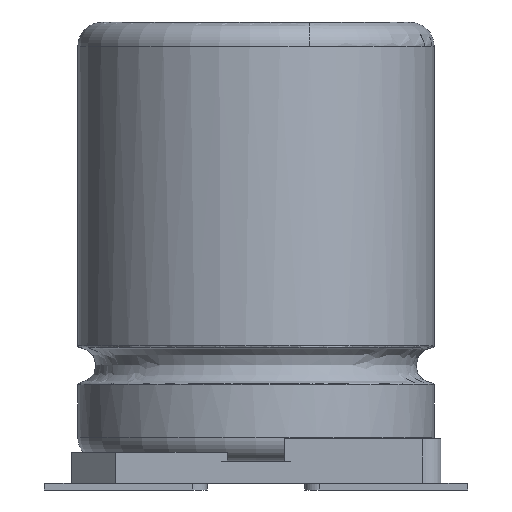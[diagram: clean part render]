
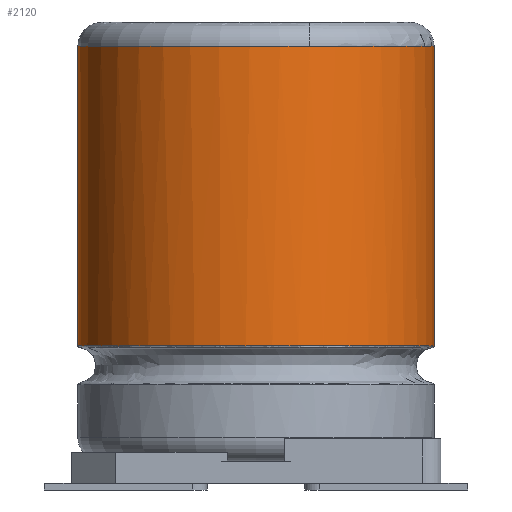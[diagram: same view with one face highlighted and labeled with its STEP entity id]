
A CAD part, front view. The second image highlights one B-rep face of the part: STEP entity #2120.
In plain terms, the highlighted cylindrical face has radius 4 mm (diameter 8 mm), a partial arc.
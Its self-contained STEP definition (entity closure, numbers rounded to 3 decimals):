
#143 = EDGE_CURVE ( 'NONE', #8180, #2818, #2424, .T. ) ;
#437 = LINE ( 'NONE', #6918, #4987 ) ;
#538 = CARTESIAN_POINT ( 'NONE',  ( -4., -0.953, 3.238 ) ) ;
#856 = ORIENTED_EDGE ( 'NONE', *, *, #1605, .T. ) ;
#1131 = CARTESIAN_POINT ( 'NONE',  ( 3.241, -2.828, 3.238 ) ) ;
#1156 = ORIENTED_EDGE ( 'NONE', *, *, #4907, .F. ) ;
#1225 = CARTESIAN_POINT ( 'NONE',  ( -2.515, -3.575, 3.238 ) ) ;
#1560 = CARTESIAN_POINT ( 'NONE',  ( 0., 0., 9.967 ) ) ;
#1605 = EDGE_CURVE ( 'NONE', #8822, #1722, #6576, .T. ) ;
#1722 = VERTEX_POINT ( 'NONE', #3267 ) ;
#2027 = CARTESIAN_POINT ( 'NONE',  ( 4., 0., 9.967 ) ) ;
#2120 = ADVANCED_FACE ( 'NONE', ( #5303 ), #5874, .T. ) ;
#2409 = DIRECTION ( 'NONE',  ( 0., 0., 1. ) ) ;
#2424 = LINE ( 'NONE', #6119, #8952 ) ;
#2818 = VERTEX_POINT ( 'NONE', #6388 ) ;
#3267 = CARTESIAN_POINT ( 'NONE',  ( 1.2, -3.816, 9.967 ) ) ;
#3276 = CARTESIAN_POINT ( 'NONE',  ( -0.543, -4.404, 3.238 ) ) ;
#3647 = CARTESIAN_POINT ( 'NONE',  ( -4., 0., 3.238 ) ) ;
#3729 = AXIS2_PLACEMENT_3D ( 'NONE', #1560, #4976, #4408 ) ;
#3875 = DIRECTION ( 'NONE',  ( -1., 0., 0. ) ) ;
#3876 = EDGE_LOOP ( 'NONE', ( #1156, #4256, #856, #6796, #6583 ) ) ;
#4076 = CARTESIAN_POINT ( 'NONE',  ( -3.254, -2.816, 3.238 ) ) ;
#4170 = CARTESIAN_POINT ( 'NONE',  ( 3.747, -1.933, 3.238 ) ) ;
#4256 = ORIENTED_EDGE ( 'NONE', *, *, #7952, .T. ) ;
#4408 = DIRECTION ( 'NONE',  ( -1., 0., 0. ) ) ;
#4418 = DIRECTION ( 'NONE',  ( -1., 0., 0. ) ) ;
#4678 = CARTESIAN_POINT ( 'NONE',  ( 4., -0.967, 3.238 ) ) ;
#4764 = CIRCLE ( 'NONE', #3729, 4. ) ;
#4781 = B_SPLINE_CURVE_WITH_KNOTS ( 'NONE', 13,
 ( #8326, #4678, #4170, #1131, #7016, #7528, #7618, #3276, #6136, #1225, #4076, #6923, #538, #9078 ),
 .UNSPECIFIED., .F., .F.,
 ( 14, 14 ),
 ( 0.5, 1. ),
 .UNSPECIFIED. ) ;
#4907 = EDGE_CURVE ( 'NONE', #6996, #8180, #4781, .T. ) ;
#4976 = DIRECTION ( 'NONE',  ( 0., 0., -1. ) ) ;
#4987 = VECTOR ( 'NONE', #8276, 1000. ) ;
#5303 = FACE_OUTER_BOUND ( 'NONE', #3876, .T. ) ;
#5377 = DIRECTION ( 'NONE',  ( 0., 0., -1. ) ) ;
#5427 = EDGE_CURVE ( 'NONE', #1722, #2818, #4764, .T. ) ;
#5874 = CYLINDRICAL_SURFACE ( 'NONE', #7304, 4. ) ;
#6119 = CARTESIAN_POINT ( 'NONE',  ( -4., 0., 3.2 ) ) ;
#6136 = CARTESIAN_POINT ( 'NONE',  ( -1.589, -4.12, 3.238 ) ) ;
#6388 = CARTESIAN_POINT ( 'NONE',  ( -4., 0., 9.967 ) ) ;
#6576 = CIRCLE ( 'NONE', #7464, 4. ) ;
#6583 = ORIENTED_EDGE ( 'NONE', *, *, #143, .F. ) ;
#6796 = ORIENTED_EDGE ( 'NONE', *, *, #5427, .T. ) ;
#6918 = CARTESIAN_POINT ( 'NONE',  ( 4., 0., 3.2 ) ) ;
#6923 = CARTESIAN_POINT ( 'NONE',  ( -3.754, -1.916, 3.238 ) ) ;
#6996 = VERTEX_POINT ( 'NONE', #8121 ) ;
#7016 = CARTESIAN_POINT ( 'NONE',  ( 2.504, -3.577, 3.238 ) ) ;
#7264 = CARTESIAN_POINT ( 'NONE',  ( 0., 0., 3.2 ) ) ;
#7304 = AXIS2_PLACEMENT_3D ( 'NONE', #7264, #2409, #4418 ) ;
#7464 = AXIS2_PLACEMENT_3D ( 'NONE', #8834, #5377, #3875 ) ;
#7528 = CARTESIAN_POINT ( 'NONE',  ( 1.583, -4.119, 3.238 ) ) ;
#7618 = CARTESIAN_POINT ( 'NONE',  ( 0.541, -4.403, 3.238 ) ) ;
#7952 = EDGE_CURVE ( 'NONE', #6996, #8822, #437, .T. ) ;
#8121 = CARTESIAN_POINT ( 'NONE',  ( 4., 0., 3.238 ) ) ;
#8127 = DIRECTION ( 'NONE',  ( 0., 0., 1. ) ) ;
#8180 = VERTEX_POINT ( 'NONE', #3647 ) ;
#8276 = DIRECTION ( 'NONE',  ( 0., 0., 1. ) ) ;
#8326 = CARTESIAN_POINT ( 'NONE',  ( 4., 0., 3.238 ) ) ;
#8822 = VERTEX_POINT ( 'NONE', #2027 ) ;
#8834 = CARTESIAN_POINT ( 'NONE',  ( 0., 0., 9.967 ) ) ;
#8952 = VECTOR ( 'NONE', #8127, 1000. ) ;
#9078 = CARTESIAN_POINT ( 'NONE',  ( -4., 0., 3.238 ) ) ;
